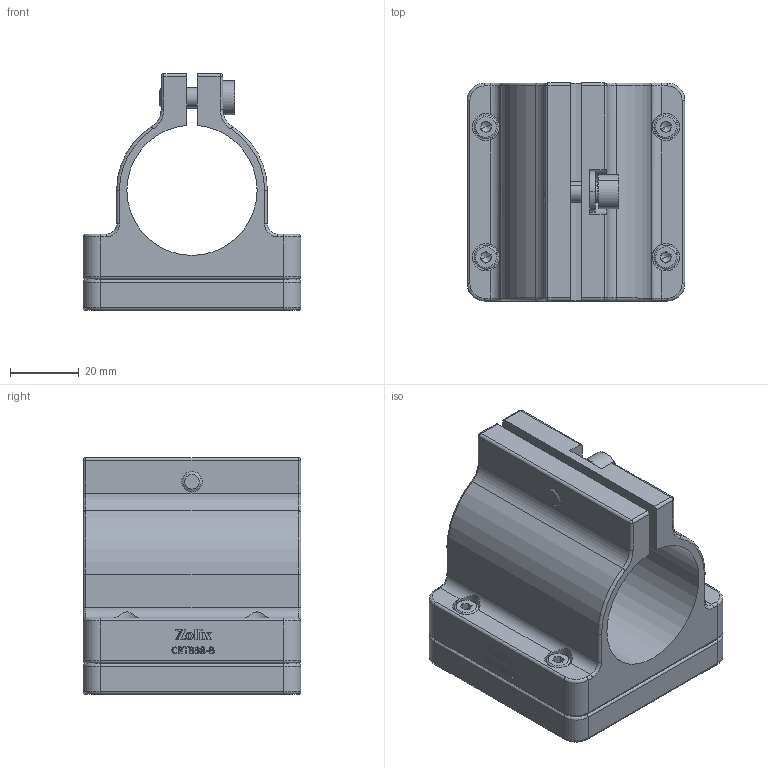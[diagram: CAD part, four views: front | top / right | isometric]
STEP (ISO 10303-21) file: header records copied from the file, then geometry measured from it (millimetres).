
FILE_DESCRIPTION (( 'STEP AP203' ), '1' );
FILE_NAME ('CRTB38-B.STEP', '2025-08-19T03:17:45', ( '' ), ( '' ), 'SwSTEP 2.0', 'SolidWorks 2020', '' );
FILE_SCHEMA (( 'CONFIG_CONTROL_DESIGN' ));
Length unit declared in the file: millimetre
Products named in the file (1): CRTB38-B
Bounding box: 63.5 x 63.5 x 69 mm (x, y, z)
Volume: 103765 mm3; surface area: 43947.6 mm2
Topology: 8 solids, 8 shells, 850 faces, 2113 edges, 1310 vertices
Faces by surface type: plane 323, cylinder 209, cone 184, bspline 90, torus 40, sphere 4
Entity records: 27587 total; most frequent: CARTESIAN_POINT 7916, ORIENTED_EDGE 4202, DIRECTION 3800, EDGE_CURVE 2101, AXIS2_PLACEMENT_3D 1448, VERTEX_POINT 1310, EDGE_LOOP 1005, LINE 904
